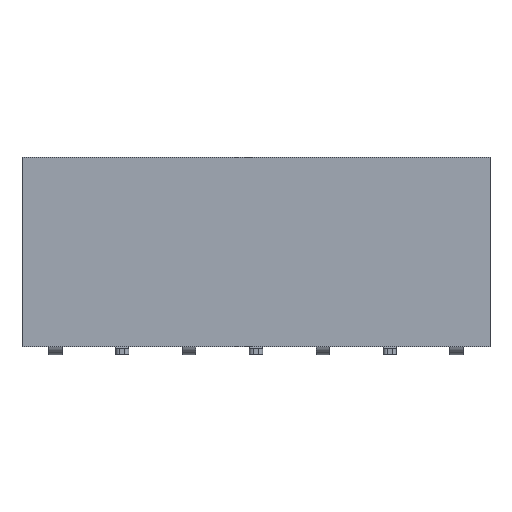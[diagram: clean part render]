
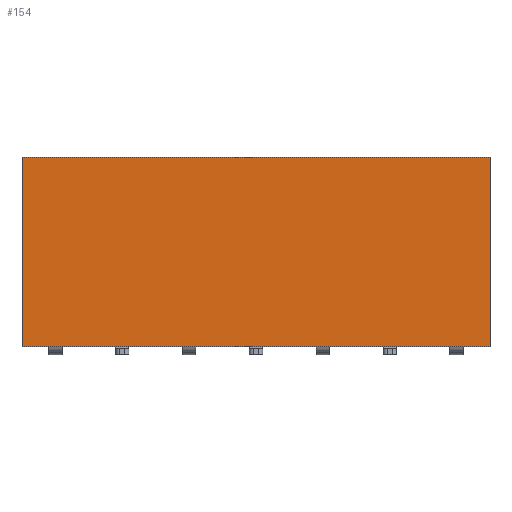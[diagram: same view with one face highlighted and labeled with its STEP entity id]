
A CAD part, front view. The second image highlights one B-rep face of the part: STEP entity #154.
In plain terms, the highlighted planar face has unit normal (0, -1, 0).
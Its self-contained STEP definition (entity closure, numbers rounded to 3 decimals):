
#154=ADVANCED_FACE('',(#484),#334,.T.);
#334=PLANE('',#3513);
#484=FACE_OUTER_BOUND('',#671,.T.);
#671=EDGE_LOOP('',(#984,#985,#986,#987));
#984=ORIENTED_EDGE('',*,*,#2269,.T.);
#985=ORIENTED_EDGE('',*,*,#2265,.T.);
#986=ORIENTED_EDGE('',*,*,#2270,.F.);
#987=ORIENTED_EDGE('',*,*,#2271,.T.);
#1938=VERTEX_POINT('',#4905);
#1939=VERTEX_POINT('',#4906);
#1942=VERTEX_POINT('',#4914);
#1943=VERTEX_POINT('',#4916);
#2265=EDGE_CURVE('',#1938,#1939,#2757,.T.);
#2269=EDGE_CURVE('',#1942,#1938,#2761,.T.);
#2270=EDGE_CURVE('',#1943,#1939,#2762,.T.);
#2271=EDGE_CURVE('',#1943,#1942,#2763,.T.);
#2757=LINE('',#4904,#3189);
#2761=LINE('',#4913,#3193);
#2762=LINE('',#4915,#3194);
#2763=LINE('',#4917,#3195);
#3189=VECTOR('',#3894,1.);
#3193=VECTOR('',#3900,1.);
#3194=VECTOR('',#3901,1.);
#3195=VECTOR('',#3902,1.);
#3513=AXIS2_PLACEMENT_3D('',#4918,#3903,#3904);
#3894=DIRECTION('',(-1.,0.,0.));
#3900=DIRECTION('',(0.,0.,1.));
#3901=DIRECTION('',(0.,0.,1.));
#3902=DIRECTION('',(1.,0.,0.));
#3903=DIRECTION('',(0.,-1.,0.));
#3904=DIRECTION('',(0.,0.,-1.));
#4904=CARTESIAN_POINT('',(8.89,0.,7.2));
#4905=CARTESIAN_POINT('',(17.78,0.,7.2));
#4906=CARTESIAN_POINT('',(0.,0.,7.2));
#4913=CARTESIAN_POINT('',(17.78,0.,0.));
#4914=CARTESIAN_POINT('',(17.78,0.,0.));
#4915=CARTESIAN_POINT('',(0.,0.,0.));
#4916=CARTESIAN_POINT('',(0.,0.,0.));
#4917=CARTESIAN_POINT('',(8.89,0.,0.));
#4918=CARTESIAN_POINT('',(8.89,0.,0.));
